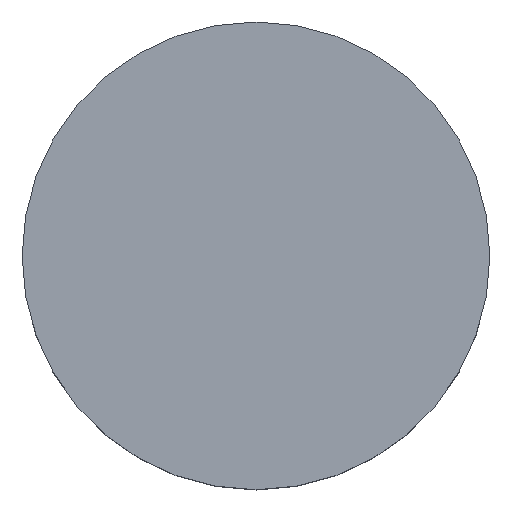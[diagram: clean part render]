
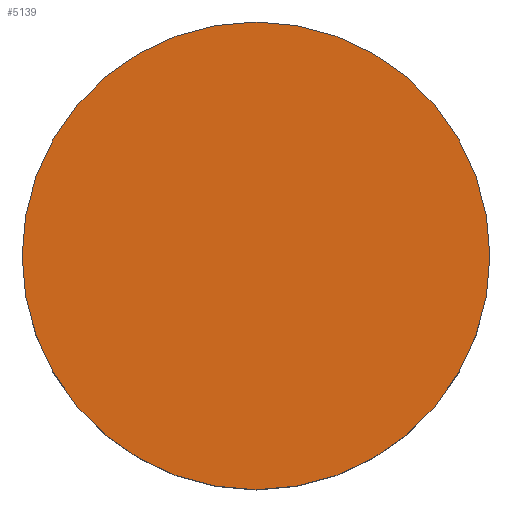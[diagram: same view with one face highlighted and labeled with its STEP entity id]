
A CAD part, top view. The second image highlights one B-rep face of the part: STEP entity #5139.
In plain terms, the highlighted planar face has unit normal (0, 0, 1).
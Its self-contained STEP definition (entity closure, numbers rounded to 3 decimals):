
#1078=FACE_OUTER_BOUND('',#1358,.T.);
#1358=EDGE_LOOP('',(#3683));
#1832=CIRCLE('',#5628,32.035);
#2304=VERTEX_POINT('',#8433);
#2854=EDGE_CURVE('',#2304,#2304,#1832,.T.);
#3683=ORIENTED_EDGE('',*,*,#2854,.F.);
#5056=PLANE('',#5629);
#5139=ADVANCED_FACE('',(#1078),#5056,.T.);
#5628=AXIS2_PLACEMENT_3D('',#8434,#6579,#6580);
#5629=AXIS2_PLACEMENT_3D('',#8436,#6582,#6583);
#6579=DIRECTION('center_axis',(0.,0.,-1.));
#6580=DIRECTION('ref_axis',(1.,0.,0.));
#6582=DIRECTION('center_axis',(0.,0.,1.));
#6583=DIRECTION('ref_axis',(1.,0.,0.));
#8433=CARTESIAN_POINT('',(-32.035,0.,18.));
#8434=CARTESIAN_POINT('Origin',(0.,0.,18.));
#8436=CARTESIAN_POINT('Origin',(0.,0.,18.));
